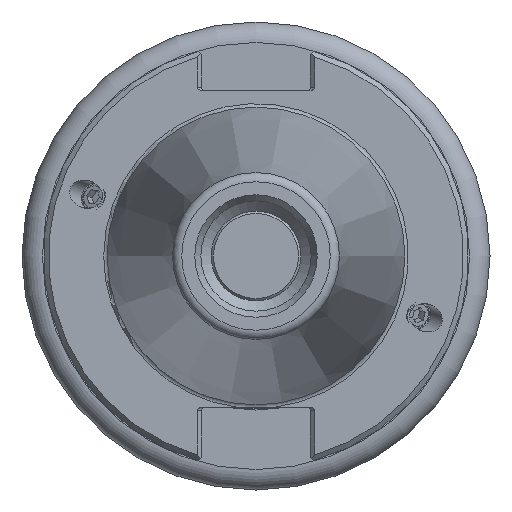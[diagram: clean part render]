
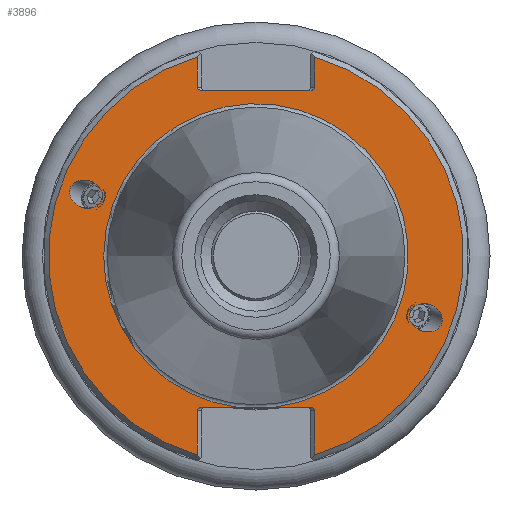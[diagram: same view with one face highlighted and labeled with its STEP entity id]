
A CAD part, left-side view. The second image highlights one B-rep face of the part: STEP entity #3896.
In plain terms, the highlighted planar face has unit normal (-1, 0, 0).
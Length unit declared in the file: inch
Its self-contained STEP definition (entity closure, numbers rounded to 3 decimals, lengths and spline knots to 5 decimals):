
#290=CARTESIAN_POINT('',(0.125,-0.90631,-0.32987));
#291=VERTEX_POINT('',#290);
#292=CARTESIAN_POINT('',(0.125,-0.99889,-0.36357));
#293=DIRECTION('',(1.0,0.,0.));
#294=DIRECTION('',(0.,-0.94,-0.342));
#295=AXIS2_PLACEMENT_3D('',#292,#293,#294);
#296=ELLIPSE('',#295,0.09853,0.08071);
#297=EDGE_CURVE('',#291,#291,#296,.T.);
#466=CARTESIAN_POINT('',(0.125,0.90631,0.32987));
#467=VERTEX_POINT('',#466);
#468=CARTESIAN_POINT('',(0.125,0.99889,0.36357));
#469=DIRECTION('',(1.0,0.,0.));
#470=DIRECTION('',(0.,0.94,0.342));
#471=AXIS2_PLACEMENT_3D('',#468,#469,#470);
#472=ELLIPSE('',#471,0.09853,0.08071);
#473=EDGE_CURVE('',#467,#467,#472,.T.);
#2948=CARTESIAN_POINT('',(0.125,0.345,0.992));
#2949=VERTEX_POINT('',#2948);
#2956=CARTESIAN_POINT('',(0.125,0.31672,0.972));
#2957=VERTEX_POINT('',#2956);
#2958=CARTESIAN_POINT('',(0.125,0.31672,0.992));
#2959=DIRECTION('',(-1.0,0.0,0.0));
#2960=DIRECTION('',(0.0,1.0,0.0));
#2961=AXIS2_PLACEMENT_3D('',#2958,#2959,#2960);
#2962=ELLIPSE('',#2961,0.02828,0.02);
#2963=EDGE_CURVE('',#2949,#2957,#2962,.T.);
#3048=CARTESIAN_POINT('',(0.125,0.345,1.1702));
#3049=VERTEX_POINT('',#3048);
#3056=CARTESIAN_POINT('',(0.125,0.345,1.1702));
#3057=DIRECTION('',(0.0,0.0,-1.0));
#3058=VECTOR('',#3057,0.1782);
#3059=LINE('',#3056,#3058);
#3060=EDGE_CURVE('',#3049,#2949,#3059,.T.);
#3160=CARTESIAN_POINT('',(0.125,-0.31672,0.972));
#3161=VERTEX_POINT('',#3160);
#3168=CARTESIAN_POINT('',(0.125,-0.345,0.992));
#3169=VERTEX_POINT('',#3168);
#3170=CARTESIAN_POINT('',(0.125,-0.31672,0.992));
#3171=DIRECTION('',(-1.0,0.0,0.0));
#3172=DIRECTION('',(0.0,-1.0,0.0));
#3173=AXIS2_PLACEMENT_3D('',#3170,#3171,#3172);
#3174=ELLIPSE('',#3173,0.02828,0.02);
#3175=EDGE_CURVE('',#3161,#3169,#3174,.T.);
#3225=CARTESIAN_POINT('',(0.125,-0.345,1.1702));
#3226=VERTEX_POINT('',#3225);
#3227=CARTESIAN_POINT('',(0.125,-0.345,0.992));
#3228=DIRECTION('',(0.0,0.0,1.0));
#3229=VECTOR('',#3228,0.1782);
#3230=LINE('',#3227,#3229);
#3231=EDGE_CURVE('',#3169,#3226,#3230,.T.);
#3249=CARTESIAN_POINT('',(0.125,-0.345,-0.908));
#3250=VERTEX_POINT('',#3249);
#3251=CARTESIAN_POINT('',(0.125,-0.31672,-0.888));
#3252=VERTEX_POINT('',#3251);
#3253=CARTESIAN_POINT('',(0.125,-0.31672,-0.908));
#3254=DIRECTION('',(-1.0,0.0,0.0));
#3255=DIRECTION('',(0.0,-1.0,0.0));
#3256=AXIS2_PLACEMENT_3D('',#3253,#3254,#3255);
#3257=ELLIPSE('',#3256,0.02828,0.02);
#3258=EDGE_CURVE('',#3250,#3252,#3257,.T.);
#3356=CARTESIAN_POINT('',(0.125,-0.345,-1.1702));
#3357=VERTEX_POINT('',#3356);
#3364=CARTESIAN_POINT('',(0.125,-0.345,-1.1702));
#3365=DIRECTION('',(0.0,0.0,1.0));
#3366=VECTOR('',#3365,0.2622);
#3367=LINE('',#3364,#3366);
#3368=EDGE_CURVE('',#3357,#3250,#3367,.T.);
#3468=CARTESIAN_POINT('',(0.125,0.31672,-0.888));
#3469=VERTEX_POINT('',#3468);
#3476=CARTESIAN_POINT('',(0.125,0.345,-0.908));
#3477=VERTEX_POINT('',#3476);
#3478=CARTESIAN_POINT('',(0.125,0.31672,-0.908));
#3479=DIRECTION('',(-1.0,0.0,0.0));
#3480=DIRECTION('',(0.0,1.0,0.0));
#3481=AXIS2_PLACEMENT_3D('',#3478,#3479,#3480);
#3482=ELLIPSE('',#3481,0.02828,0.02);
#3483=EDGE_CURVE('',#3469,#3477,#3482,.T.);
#3533=CARTESIAN_POINT('',(0.125,0.345,-1.1702));
#3534=VERTEX_POINT('',#3533);
#3535=CARTESIAN_POINT('',(0.125,0.345,-0.908));
#3536=DIRECTION('',(0.0,0.0,-1.0));
#3537=VECTOR('',#3536,0.2622);
#3538=LINE('',#3535,#3537);
#3539=EDGE_CURVE('',#3477,#3534,#3538,.T.);
#3606=CARTESIAN_POINT('',(0.125,0.31672,0.972));
#3607=DIRECTION('',(0.0,-1.0,0.0));
#3608=VECTOR('',#3607,0.63343);
#3609=LINE('',#3606,#3608);
#3610=EDGE_CURVE('',#2957,#3161,#3609,.T.);
#3808=CARTESIAN_POINT('',(0.125,-0.11172,-0.888));
#3809=VERTEX_POINT('',#3808);
#3810=CARTESIAN_POINT('',(0.125,0.11172,-0.888));
#3811=VERTEX_POINT('',#3810);
#3826=CARTESIAN_POINT('',(0.125,0.,0.0));
#3827=DIRECTION('',(-1.0,0.0,0.0));
#3828=DIRECTION('',(0.0,-1.0,0.0));
#3829=AXIS2_PLACEMENT_3D('',#3826,#3827,#3828);
#3830=CIRCLE('',#3829,0.895);
#3831=EDGE_CURVE('',#3809,#3811,#3830,.T.);
#3847=CARTESIAN_POINT('',(0.125,1.0625,0.0));
#3848=DIRECTION('',(-1.0,0.0,0.0));
#3849=DIRECTION('',(0.0,0.0,1.0));
#3850=AXIS2_PLACEMENT_3D('',#3847,#3848,#3849);
#3851=PLANE('',#3850);
#3852=ORIENTED_EDGE('',*,*,#3831,.F.);
#3853=CARTESIAN_POINT('',(0.125,-0.31672,-0.888));
#3854=DIRECTION('',(0.0,1.0,0.0));
#3855=VECTOR('',#3854,0.205);
#3856=LINE('',#3853,#3855);
#3857=EDGE_CURVE('',#3252,#3809,#3856,.T.);
#3858=ORIENTED_EDGE('',*,*,#3857,.F.);
#3859=ORIENTED_EDGE('',*,*,#3258,.F.);
#3860=ORIENTED_EDGE('',*,*,#3368,.F.);
#3861=CARTESIAN_POINT('',(0.125,0.,0.0));
#3862=DIRECTION('',(1.0,0.0,0.0));
#3863=DIRECTION('',(0.0,-1.0,0.0));
#3864=AXIS2_PLACEMENT_3D('',#3861,#3862,#3863);
#3865=CIRCLE('',#3864,1.22);
#3866=EDGE_CURVE('',#3226,#3357,#3865,.T.);
#3867=ORIENTED_EDGE('',*,*,#3866,.F.);
#3868=ORIENTED_EDGE('',*,*,#3231,.F.);
#3869=ORIENTED_EDGE('',*,*,#3175,.F.);
#3870=ORIENTED_EDGE('',*,*,#3610,.F.);
#3871=ORIENTED_EDGE('',*,*,#2963,.F.);
#3872=ORIENTED_EDGE('',*,*,#3060,.F.);
#3873=CARTESIAN_POINT('',(0.125,0.,0.0));
#3874=DIRECTION('',(1.0,0.0,0.0));
#3875=DIRECTION('',(0.0,1.0,0.0));
#3876=AXIS2_PLACEMENT_3D('',#3873,#3874,#3875);
#3877=CIRCLE('',#3876,1.22);
#3878=EDGE_CURVE('',#3534,#3049,#3877,.T.);
#3879=ORIENTED_EDGE('',*,*,#3878,.F.);
#3880=ORIENTED_EDGE('',*,*,#3539,.F.);
#3881=ORIENTED_EDGE('',*,*,#3483,.F.);
#3882=CARTESIAN_POINT('',(0.125,0.11172,-0.888));
#3883=DIRECTION('',(0.0,1.0,0.0));
#3884=VECTOR('',#3883,0.205);
#3885=LINE('',#3882,#3884);
#3886=EDGE_CURVE('',#3811,#3469,#3885,.T.);
#3887=ORIENTED_EDGE('',*,*,#3886,.F.);
#3888=EDGE_LOOP('',(#3852,#3858,#3859,#3860,#3867,#3868,#3869,#3870,#3871,#3872,#3879,#3880,#3881,#3887));
#3889=FACE_OUTER_BOUND('',#3888,.T.);
#3890=ORIENTED_EDGE('',*,*,#297,.T.);
#3891=EDGE_LOOP('',(#3890));
#3892=FACE_BOUND('',#3891,.T.);
#3893=ORIENTED_EDGE('',*,*,#473,.T.);
#3894=EDGE_LOOP('',(#3893));
#3895=FACE_BOUND('',#3894,.T.);
#3896=ADVANCED_FACE('',(#3889,#3892,#3895),#3851,.T.);
